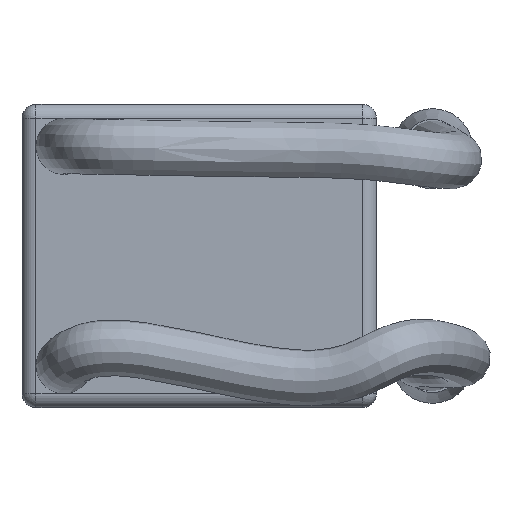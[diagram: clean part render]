
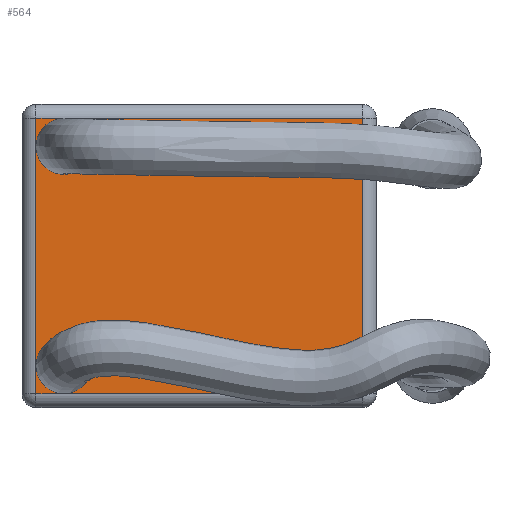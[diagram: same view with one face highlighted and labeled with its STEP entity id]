
A CAD part, left-side view. The second image highlights one B-rep face of the part: STEP entity #564.
In plain terms, the highlighted planar face has unit normal (-1, 0, 0).
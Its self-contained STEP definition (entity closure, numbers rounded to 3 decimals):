
#36=PLANE('',#652);
#51=LINE('',#927,#81);
#58=LINE('',#965,#88);
#60=LINE('',#968,#90);
#72=LINE('',#993,#102);
#81=VECTOR('',#725,10.);
#88=VECTOR('',#770,10.);
#90=VECTOR('',#774,10.);
#102=VECTOR('',#806,10.);
#148=FACE_OUTER_BOUND('',#194,.T.);
#194=EDGE_LOOP('',(#465,#466,#467,#468));
#263=VERTEX_POINT('',#903);
#269=VERTEX_POINT('',#920);
#273=VERTEX_POINT('',#931);
#283=VERTEX_POINT('',#960);
#316=EDGE_CURVE('',#269,#263,#51,.T.);
#335=EDGE_CURVE('',#273,#283,#58,.T.);
#337=EDGE_CURVE('',#283,#269,#60,.T.);
#352=EDGE_CURVE('',#263,#273,#72,.T.);
#465=ORIENTED_EDGE('',*,*,#335,.F.);
#466=ORIENTED_EDGE('',*,*,#352,.F.);
#467=ORIENTED_EDGE('',*,*,#316,.F.);
#468=ORIENTED_EDGE('',*,*,#337,.F.);
#564=ADVANCED_FACE('',(#148),#36,.T.);
#652=AXIS2_PLACEMENT_3D('',#997,#813,#814);
#725=DIRECTION('',(0.,0.,-1.));
#770=DIRECTION('',(0.,0.,1.));
#774=DIRECTION('',(0.,-1.,0.));
#806=DIRECTION('',(0.,1.,0.));
#813=DIRECTION('center_axis',(-1.,0.,0.));
#814=DIRECTION('ref_axis',(0.,-1.,0.));
#903=CARTESIAN_POINT('',(-95.,-35.,3.));
#920=CARTESIAN_POINT('',(-95.,-35.,62.));
#927=CARTESIAN_POINT('',(-95.,-35.,0.));
#931=CARTESIAN_POINT('',(-95.,35.,3.));
#960=CARTESIAN_POINT('',(-95.,35.,62.));
#965=CARTESIAN_POINT('',(-95.,35.,0.));
#968=CARTESIAN_POINT('',(-95.,19.,62.));
#993=CARTESIAN_POINT('',(-95.,19.,3.));
#997=CARTESIAN_POINT('Origin',(-95.,38.,0.));
